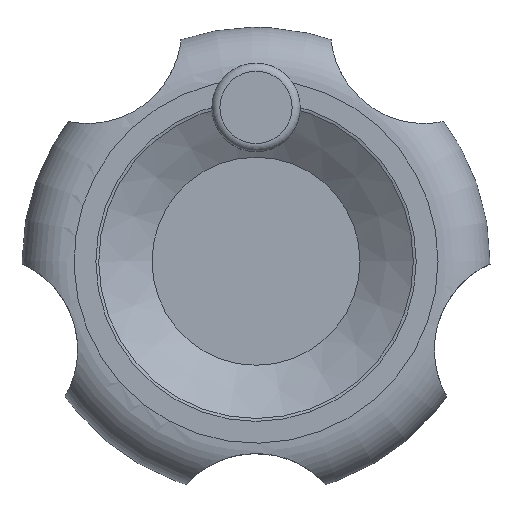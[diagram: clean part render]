
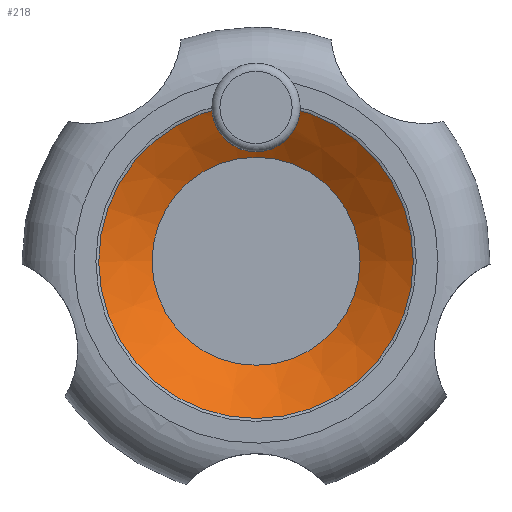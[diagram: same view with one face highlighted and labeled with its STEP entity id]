
A CAD part, top view. The second image highlights one B-rep face of the part: STEP entity #218.
In plain terms, the highlighted conical face has half-angle 56.31 degrees and reference radius 30.5 mm.
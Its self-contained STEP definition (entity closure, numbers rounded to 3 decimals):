
#218 = ADVANCED_FACE( '', ( #474, #475 ), #476, .F. );
#474 = FACE_OUTER_BOUND( '', #766, .T. );
#475 = FACE_BOUND( '', #767, .T. );
#476 = CONICAL_SURFACE( '', #768, 30.5, 0.983 );
#766 = EDGE_LOOP( '', ( #1228, #1229 ) );
#767 = EDGE_LOOP( '', ( #1230 ) );
#768 = AXIS2_PLACEMENT_3D( '', #1231, #1232, #1233 );
#1228 = ORIENTED_EDGE( '', *, *, #1479, .T. );
#1229 = ORIENTED_EDGE( '', *, *, #1469, .T. );
#1230 = ORIENTED_EDGE( '', *, *, #1536, .F. );
#1231 = CARTESIAN_POINT( '', ( 0., 0., 30. ) );
#1232 = DIRECTION( '', ( 0., 0., 1. ) );
#1233 = DIRECTION( '', ( 1., 0., 0. ) );
#1469 = EDGE_CURVE( '', #1702, #1703, #1704, .T. );
#1479 = EDGE_CURVE( '', #1703, #1702, #1719, .F. );
#1536 = EDGE_CURVE( '', #1802, #1802, #1803, .T. );
#1702 = VERTEX_POINT( '', #2043 );
#1703 = VERTEX_POINT( '', #2044 );
#1704 = B_SPLINE_CURVE_WITH_KNOTS( '', 3, ( #2045, #2046, #2047, #2048, #2049, #2050, #2051, #2052, #2053, #2054, #2055, #2056, #2057, #2058, #2059, #2060, #2061, #2062, #2063, #2064, #2065, #2066, #2067, #2068, #2069, #2070, #2071, #2072, #2073, #2074, #2075, #2076, #2077, #2078, #2079, #2080, #2081, #2082 ), .UNSPECIFIED., .F., .F., ( 4, 2, 2, 2, 2, 2, 2, 2, 2, 2, 2, 2, 2, 2, 2, 2, 2, 2, 4 ), ( 0., 0.002, 0.003, 0.004, 0.005, 0.006, 0.007, 0.009, 0.009, 0.01, 0.011, 0.012, 0.012, 0.014, 0.015, 0.016, 0.017, 0.018, 0.02 ), .UNSPECIFIED. );
#1719 = CIRCLE( '', #2105, 30.248 );
#1802 = VERTEX_POINT( '', #2320 );
#1803 = CIRCLE( '', #2321, 20. );
#2043 = CARTESIAN_POINT( '', ( 5.495, 29.745, 29.832 ) );
#2044 = CARTESIAN_POINT( '', ( -5.495, 29.745, 29.832 ) );
#2045 = CARTESIAN_POINT( '', ( 5.495, 29.745, 29.832 ) );
#2046 = CARTESIAN_POINT( '', ( 5.526, 29.045, 29.377 ) );
#2047 = CARTESIAN_POINT( '', ( 5.427, 28.368, 28.922 ) );
#2048 = CARTESIAN_POINT( '', ( 5.145, 27.55, 28.351 ) );
#2049 = CARTESIAN_POINT( '', ( 5.081, 27.387, 28.236 ) );
#2050 = CARTESIAN_POINT( '', ( 4.937, 27.069, 28.011 ) );
#2051 = CARTESIAN_POINT( '', ( 4.858, 26.914, 27.899 ) );
#2052 = CARTESIAN_POINT( '', ( 4.597, 26.461, 27.571 ) );
#2053 = CARTESIAN_POINT( '', ( 4.394, 26.173, 27.359 ) );
#2054 = CARTESIAN_POINT( '', ( 3.924, 25.629, 26.951 ) );
#2055 = CARTESIAN_POINT( '', ( 3.654, 25.372, 26.755 ) );
#2056 = CARTESIAN_POINT( '', ( 3.061, 24.915, 26.401 ) );
#2057 = CARTESIAN_POINT( '', ( 2.736, 24.712, 26.241 ) );
#2058 = CARTESIAN_POINT( '', ( 2.023, 24.37, 25.968 ) );
#2059 = CARTESIAN_POINT( '', ( 1.647, 24.236, 25.859 ) );
#2060 = CARTESIAN_POINT( '', ( 1.049, 24.097, 25.746 ) );
#2061 = CARTESIAN_POINT( '', ( 0.843, 24.061, 25.717 ) );
#2062 = CARTESIAN_POINT( '', ( 0.432, 24.013, 25.677 ) );
#2063 = CARTESIAN_POINT( '', ( 0.226, 24.001, 25.667 ) );
#2064 = CARTESIAN_POINT( '', ( -0.393, 23.999, 25.665 ) );
#2065 = CARTESIAN_POINT( '', ( -0.814, 24.045, 25.704 ) );
#2066 = CARTESIAN_POINT( '', ( -1.411, 24.18, 25.814 ) );
#2067 = CARTESIAN_POINT( '', ( -1.606, 24.236, 25.859 ) );
#2068 = CARTESIAN_POINT( '', ( -1.987, 24.368, 25.965 ) );
#2069 = CARTESIAN_POINT( '', ( -2.173, 24.444, 26.026 ) );
#2070 = CARTESIAN_POINT( '', ( -2.707, 24.696, 26.228 ) );
#2071 = CARTESIAN_POINT( '', ( -3.036, 24.899, 26.388 ) );
#2072 = CARTESIAN_POINT( '', ( -3.637, 25.357, 26.743 ) );
#2073 = CARTESIAN_POINT( '', ( -3.904, 25.609, 26.936 ) );
#2074 = CARTESIAN_POINT( '', ( -4.381, 26.155, 27.345 ) );
#2075 = CARTESIAN_POINT( '', ( -4.589, 26.448, 27.562 ) );
#2076 = CARTESIAN_POINT( '', ( -4.94, 27.056, 28.002 ) );
#2077 = CARTESIAN_POINT( '', ( -5.084, 27.373, 28.227 ) );
#2078 = CARTESIAN_POINT( '', ( -5.312, 28.032, 28.687 ) );
#2079 = CARTESIAN_POINT( '', ( -5.393, 28.368, 28.918 ) );
#2080 = CARTESIAN_POINT( '', ( -5.492, 29.049, 29.376 ) );
#2081 = CARTESIAN_POINT( '', ( -5.51, 29.394, 29.604 ) );
#2082 = CARTESIAN_POINT( '', ( -5.495, 29.745, 29.832 ) );
#2105 = AXIS2_PLACEMENT_3D( '', #2996, #2997, #2998 );
#2320 = CARTESIAN_POINT( '', ( 20., 0., 23. ) );
#2321 = AXIS2_PLACEMENT_3D( '', #3071, #3072, #3073 );
#2996 = CARTESIAN_POINT( '', ( 0., 0., 29.832 ) );
#2997 = DIRECTION( '', ( 0., 0., -1. ) );
#2998 = DIRECTION( '', ( -1., 0., 0. ) );
#3071 = CARTESIAN_POINT( '', ( 0., 0., 23. ) );
#3072 = DIRECTION( '', ( 0., 0., 1. ) );
#3073 = DIRECTION( '', ( 1., 0., 0. ) );
